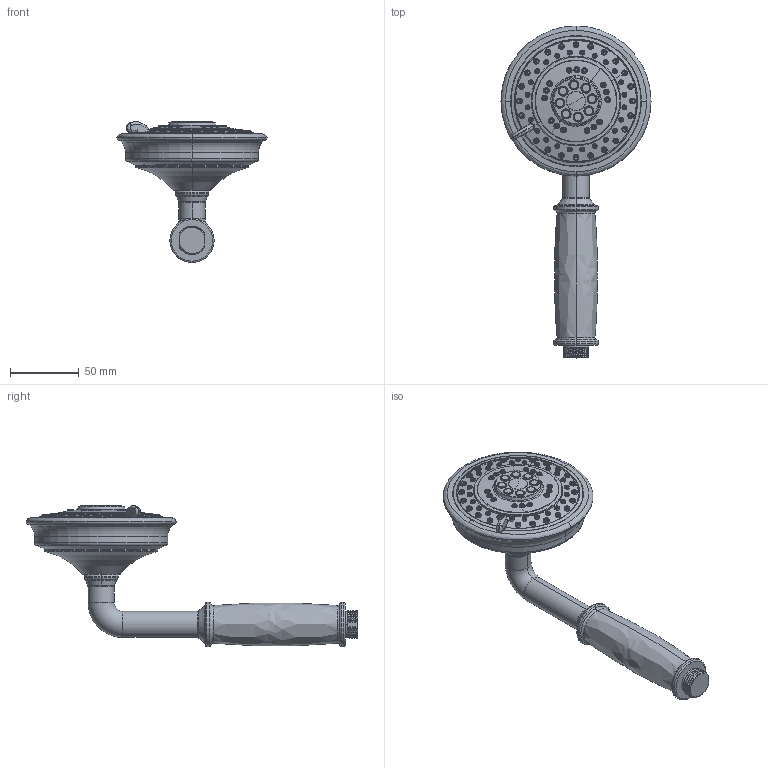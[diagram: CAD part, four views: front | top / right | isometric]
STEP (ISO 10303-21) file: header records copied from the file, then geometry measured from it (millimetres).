
FILE_DESCRIPTION((''),'2;1');
FILE_NAME('281-1','2020-12-11T09:45:53',('jinson.thomas'),(''),'CREO PARAMETRIC BY PTC INC, 2018400','CREO PARAMETRIC BY PTC INC, 2018400','');
FILE_SCHEMA(('CONFIG_CONTROL_DESIGN'));
Length unit declared in the file: inch
Products named in the file (1): 281-1
Bounding box: 109.22 x 241.43 x 102.7 mm (x, y, z)
Volume: 348230.7 mm3; surface area: 46907.1 mm2
Topology: 1 solids, 1 shells, 1007 faces, 2093 edges, 1217 vertices
Faces by surface type: torus 342, cone 281, cylinder 159, plane 98, bspline 67, sphere 58, revolution 2
Entity records: 36561 total; most frequent: CARTESIAN_POINT 15526, DIRECTION 4595, ORIENTED_EDGE 4172, EDGE_CURVE 2086, AXIS2_PLACEMENT_3D 2060, VERTEX_POINT 1217, EDGE_LOOP 1143, CIRCLE 1122
